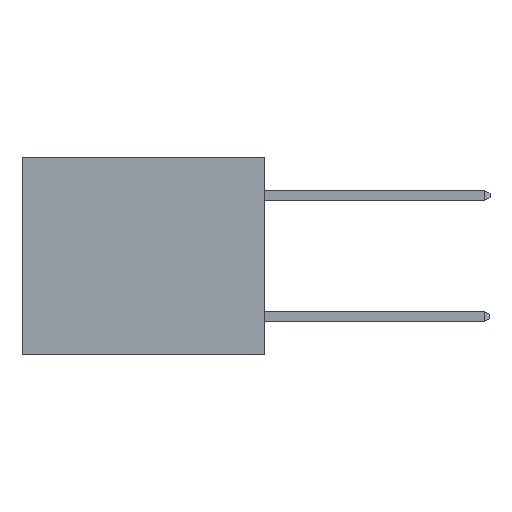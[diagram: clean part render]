
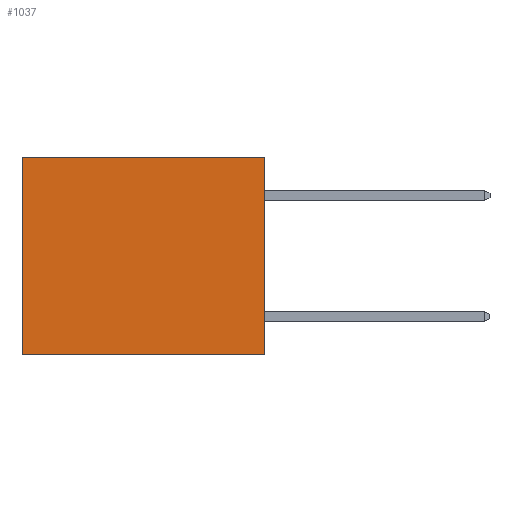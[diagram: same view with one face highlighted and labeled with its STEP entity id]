
A CAD part, left-side view. The second image highlights one B-rep face of the part: STEP entity #1037.
In plain terms, the highlighted planar face has unit normal (-1, 0, 0).
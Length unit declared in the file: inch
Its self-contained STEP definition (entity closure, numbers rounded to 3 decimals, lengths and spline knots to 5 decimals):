
#502 = FACE_OUTER_BOUND ( 'NONE', #576, .T. ) ;
#576 = EDGE_LOOP ( 'NONE', ( #10934, #9610, #3220, #10268 ) ) ;
#678 = LINE ( 'NONE', #5630, #2719 ) ;
#1037 = ADVANCED_FACE ( 'NONE', ( #502 ), #11098, .F. ) ;
#1165 = DIRECTION ( 'NONE',  ( 1., 0., 0. ) ) ;
#1183 = VERTEX_POINT ( 'NONE', #11354 ) ;
#1929 = VECTOR ( 'NONE', #10731, 39.37008 ) ;
#2207 = CARTESIAN_POINT ( 'NONE',  ( 0.3165, 0., -0.49 ) ) ;
#2394 = CARTESIAN_POINT ( 'NONE',  ( 0.3165, 0.6, -0.49 ) ) ;
#2719 = VECTOR ( 'NONE', #12567, 39.37008 ) ;
#3220 = ORIENTED_EDGE ( 'NONE', *, *, #7023, .F. ) ;
#3730 = CARTESIAN_POINT ( 'NONE',  ( 0.3165, 0., -0.49 ) ) ;
#4205 = DIRECTION ( 'NONE',  ( 0., 0., -1. ) ) ;
#4338 = EDGE_CURVE ( 'NONE', #6152, #9622, #11929, .T. ) ;
#4383 = DIRECTION ( 'NONE',  ( 0., 0., -1. ) ) ;
#4527 = VERTEX_POINT ( 'NONE', #6908 ) ;
#5630 = CARTESIAN_POINT ( 'NONE',  ( 0.3165, 0., 0. ) ) ;
#5646 = DIRECTION ( 'NONE',  ( 0., 1., 0. ) ) ;
#6152 = VERTEX_POINT ( 'NONE', #10259 ) ;
#6908 = CARTESIAN_POINT ( 'NONE',  ( 0.3165, 0., -0.49 ) ) ;
#7003 = EDGE_CURVE ( 'NONE', #4527, #9622, #10029, .T. ) ;
#7023 = EDGE_CURVE ( 'NONE', #1183, #4527, #12357, .T. ) ;
#7747 = CARTESIAN_POINT ( 'NONE',  ( 0.3165, 0., -0.49 ) ) ;
#8305 = AXIS2_PLACEMENT_3D ( 'NONE', #2207, #1165, #4205 ) ;
#9610 = ORIENTED_EDGE ( 'NONE', *, *, #7003, .F. ) ;
#9622 = VERTEX_POINT ( 'NONE', #2394 ) ;
#9721 = EDGE_CURVE ( 'NONE', #1183, #6152, #678, .T. ) ;
#10029 = LINE ( 'NONE', #7747, #10335 ) ;
#10259 = CARTESIAN_POINT ( 'NONE',  ( 0.3165, 0.6, 0. ) ) ;
#10268 = ORIENTED_EDGE ( 'NONE', *, *, #9721, .T. ) ;
#10335 = VECTOR ( 'NONE', #5646, 39.37008 ) ;
#10731 = DIRECTION ( 'NONE',  ( 0., 0., -1. ) ) ;
#10934 = ORIENTED_EDGE ( 'NONE', *, *, #4338, .T. ) ;
#11098 = PLANE ( 'NONE',  #8305 ) ;
#11276 = CARTESIAN_POINT ( 'NONE',  ( 0.3165, 0.6, -0.49 ) ) ;
#11354 = CARTESIAN_POINT ( 'NONE',  ( 0.3165, 0., 0. ) ) ;
#11929 = LINE ( 'NONE', #11276, #12214 ) ;
#12214 = VECTOR ( 'NONE', #4383, 39.37008 ) ;
#12357 = LINE ( 'NONE', #3730, #1929 ) ;
#12567 = DIRECTION ( 'NONE',  ( 0., 1., 0. ) ) ;
